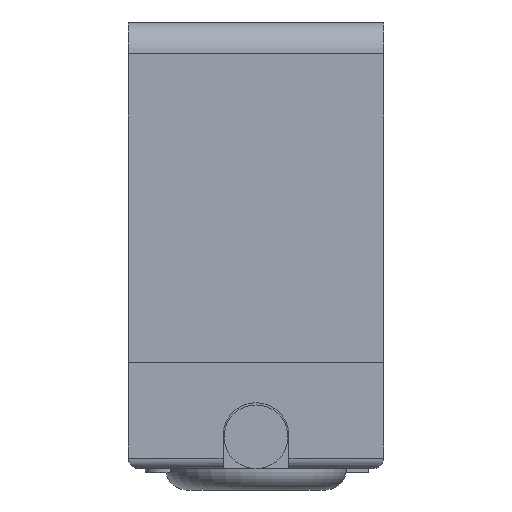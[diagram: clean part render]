
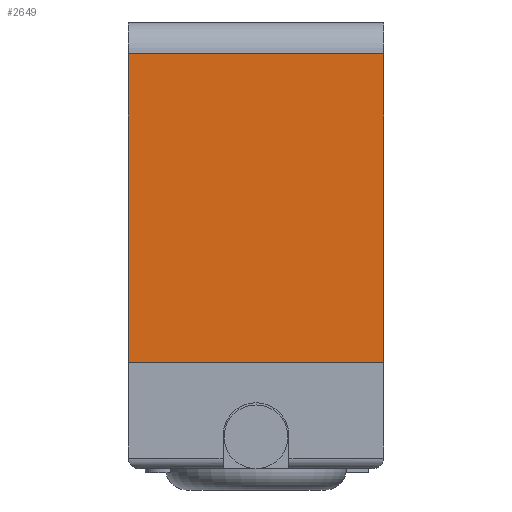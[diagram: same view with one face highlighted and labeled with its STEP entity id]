
A CAD part, front view. The second image highlights one B-rep face of the part: STEP entity #2649.
In plain terms, the highlighted planar face has unit normal (0, -1, 0).
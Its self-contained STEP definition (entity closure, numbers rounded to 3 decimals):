
#38 = AXIS2_PLACEMENT_3D ( 'NONE', #2419, #1535, #1959 ) ;
#507 = DIRECTION ( 'NONE',  ( -1., 0., 0. ) ) ;
#533 = LINE ( 'NONE', #3125, #4760 ) ;
#627 = DIRECTION ( 'NONE',  ( 0., 0., -1. ) ) ;
#812 = EDGE_CURVE ( 'NONE', #5046, #3515, #4999, .T. ) ;
#992 = ORIENTED_EDGE ( 'NONE', *, *, #4116, .F. ) ;
#1246 = VERTEX_POINT ( 'NONE', #2199 ) ;
#1277 = DIRECTION ( 'NONE',  ( 0., 0., -1. ) ) ;
#1379 = LINE ( 'NONE', #4592, #3562 ) ;
#1535 = DIRECTION ( 'NONE',  ( 0., 1., 0. ) ) ;
#1959 = DIRECTION ( 'NONE',  ( 0., 0., 1. ) ) ;
#1977 = EDGE_LOOP ( 'NONE', ( #3537, #4785, #992, #4270 ) ) ;
#2199 = CARTESIAN_POINT ( 'NONE',  ( 6., -16., 9. ) ) ;
#2236 = EDGE_CURVE ( 'NONE', #2310, #5046, #1379, .T. ) ;
#2310 = VERTEX_POINT ( 'NONE', #3269 ) ;
#2419 = CARTESIAN_POINT ( 'NONE',  ( -6., -16., 10.5 ) ) ;
#2649 = ADVANCED_FACE ( 'NONE', ( #4972 ), #4525, .F. ) ;
#2729 = VECTOR ( 'NONE', #1277, 1000. ) ;
#3118 = LINE ( 'NONE', #4860, #2729 ) ;
#3125 = CARTESIAN_POINT ( 'NONE',  ( -6., -16., 9. ) ) ;
#3134 = CARTESIAN_POINT ( 'NONE',  ( 6., -16., -5.5 ) ) ;
#3269 = CARTESIAN_POINT ( 'NONE',  ( -6., -16., 9. ) ) ;
#3515 = VERTEX_POINT ( 'NONE', #3134 ) ;
#3537 = ORIENTED_EDGE ( 'NONE', *, *, #2236, .T. ) ;
#3562 = VECTOR ( 'NONE', #627, 1000. ) ;
#4116 = EDGE_CURVE ( 'NONE', #1246, #3515, #3118, .T. ) ;
#4270 = ORIENTED_EDGE ( 'NONE', *, *, #5265, .T. ) ;
#4525 = PLANE ( 'NONE',  #38 ) ;
#4592 = CARTESIAN_POINT ( 'NONE',  ( -6., -16., 10.5 ) ) ;
#4760 = VECTOR ( 'NONE', #507, 1000. ) ;
#4785 = ORIENTED_EDGE ( 'NONE', *, *, #812, .T. ) ;
#4860 = CARTESIAN_POINT ( 'NONE',  ( 6., -16., 10.5 ) ) ;
#4972 = FACE_OUTER_BOUND ( 'NONE', #1977, .T. ) ;
#4999 = LINE ( 'NONE', #5088, #5460 ) ;
#5046 = VERTEX_POINT ( 'NONE', #5151 ) ;
#5088 = CARTESIAN_POINT ( 'NONE',  ( -6., -16., -5.5 ) ) ;
#5151 = CARTESIAN_POINT ( 'NONE',  ( -6., -16., -5.5 ) ) ;
#5265 = EDGE_CURVE ( 'NONE', #1246, #2310, #533, .T. ) ;
#5402 = DIRECTION ( 'NONE',  ( 1., 0., 0. ) ) ;
#5460 = VECTOR ( 'NONE', #5402, 1000. ) ;
